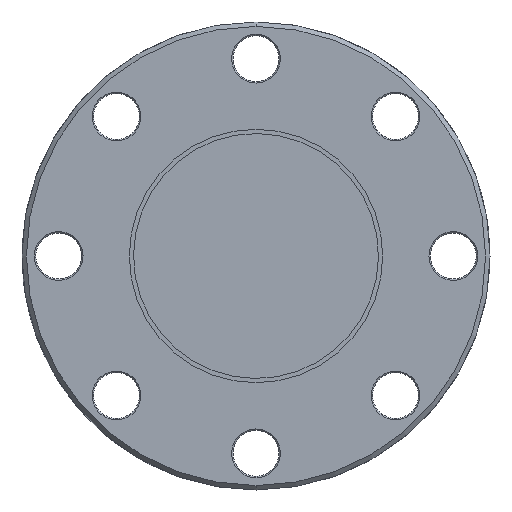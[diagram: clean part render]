
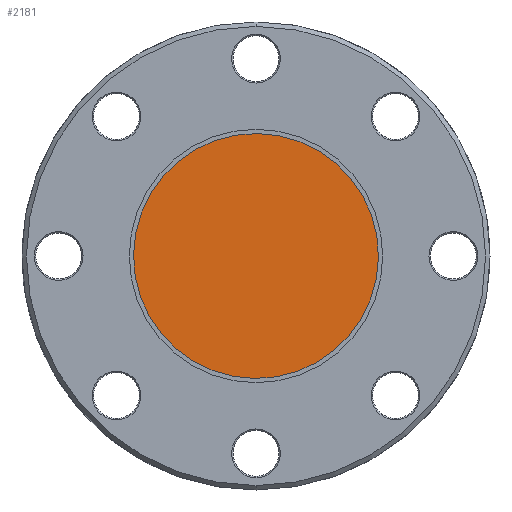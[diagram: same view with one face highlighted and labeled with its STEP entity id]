
A CAD part, front view. The second image highlights one B-rep face of the part: STEP entity #2181.
In plain terms, the highlighted planar face has unit normal (0, -1, 0).
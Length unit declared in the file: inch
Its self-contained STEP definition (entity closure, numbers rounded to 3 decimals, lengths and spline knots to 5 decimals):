
#19 = EDGE_CURVE ( 'NONE', #2777, #2168, #1105, .T. ) ;
#222 = EDGE_CURVE ( 'NONE', #2168, #2777, #1274, .T. ) ;
#264 = DIRECTION ( 'NONE',  ( 0., -1., 0. ) ) ;
#287 = EDGE_LOOP ( 'NONE', ( #1663, #2434 ) ) ;
#453 = AXIS2_PLACEMENT_3D ( 'NONE', #784, #264, #1221 ) ;
#494 = CARTESIAN_POINT ( 'NONE',  ( 0., 0.15, 0. ) ) ;
#551 = CARTESIAN_POINT ( 'NONE',  ( -0.00837, 0.15, -0.88446 ) ) ;
#784 = CARTESIAN_POINT ( 'NONE',  ( 0., 0.15, 0. ) ) ;
#910 = FACE_OUTER_BOUND ( 'NONE', #287, .T. ) ;
#979 = DIRECTION ( 'NONE',  ( 0., -1., 0. ) ) ;
#999 = PLANE ( 'NONE',  #453 ) ;
#1105 = CIRCLE ( 'NONE', #2065, 0.8845 ) ;
#1221 = DIRECTION ( 'NONE',  ( 0.009, 0., 1. ) ) ;
#1233 = CARTESIAN_POINT ( 'NONE',  ( 0., 0.15, 0. ) ) ;
#1274 = CIRCLE ( 'NONE', #2918, 0.8845 ) ;
#1559 = CARTESIAN_POINT ( 'NONE',  ( 0.00837, 0.15, 0.88446 ) ) ;
#1663 = ORIENTED_EDGE ( 'NONE', *, *, #222, .T. ) ;
#2065 = AXIS2_PLACEMENT_3D ( 'NONE', #1233, #2405, #2879 ) ;
#2168 = VERTEX_POINT ( 'NONE', #551 ) ;
#2181 = ADVANCED_FACE ( 'NONE', ( #910 ), #999, .T. ) ;
#2405 = DIRECTION ( 'NONE',  ( 0., -1., 0. ) ) ;
#2434 = ORIENTED_EDGE ( 'NONE', *, *, #19, .T. ) ;
#2777 = VERTEX_POINT ( 'NONE', #1559 ) ;
#2841 = DIRECTION ( 'NONE',  ( 0.009, 0., 1. ) ) ;
#2879 = DIRECTION ( 'NONE',  ( 0.009, 0., 1. ) ) ;
#2918 = AXIS2_PLACEMENT_3D ( 'NONE', #494, #979, #2841 ) ;
